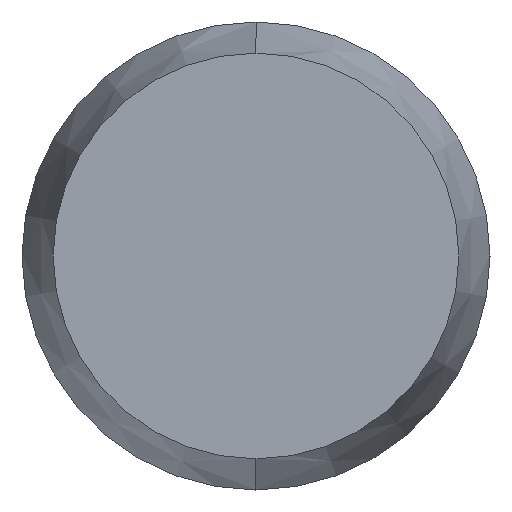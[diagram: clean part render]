
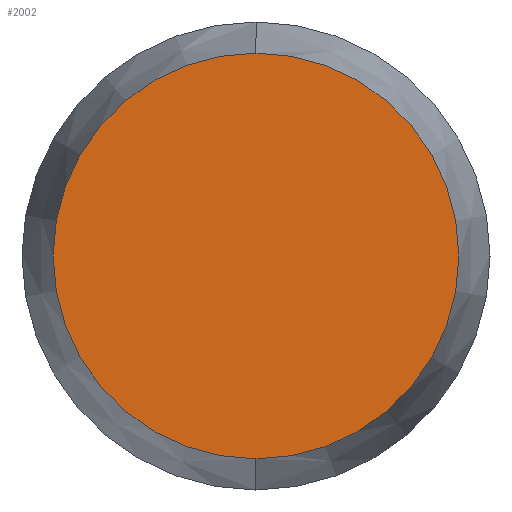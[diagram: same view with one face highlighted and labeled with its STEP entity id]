
A CAD part, left-side view. The second image highlights one B-rep face of the part: STEP entity #2002.
In plain terms, the highlighted planar face has unit normal (-1, 0, 0).
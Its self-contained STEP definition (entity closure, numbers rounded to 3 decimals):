
#175 = DIRECTION ( 'NONE',  ( 0., 0., -1. ) ) ;
#204 = CIRCLE ( 'NONE', #608, 6.5 ) ;
#213 = AXIS2_PLACEMENT_3D ( 'NONE', #1917, #1340, #175 ) ;
#277 = AXIS2_PLACEMENT_3D ( 'NONE', #2342, #1559, #1943 ) ;
#608 = AXIS2_PLACEMENT_3D ( 'NONE', #2157, #1005, #1580 ) ;
#698 = CARTESIAN_POINT ( 'NONE',  ( -108., 0., 6.5 ) ) ;
#795 = ORIENTED_EDGE ( 'NONE', *, *, #2124, .T. ) ;
#908 = ORIENTED_EDGE ( 'NONE', *, *, #1298, .T. ) ;
#1005 = DIRECTION ( 'NONE',  ( -1., 0., 0. ) ) ;
#1298 = EDGE_CURVE ( 'NONE', #2344, #1841, #2064, .T. ) ;
#1340 = DIRECTION ( 'NONE',  ( 1., 0., 0. ) ) ;
#1559 = DIRECTION ( 'NONE',  ( -1., 0., 0. ) ) ;
#1580 = DIRECTION ( 'NONE',  ( 0., 0., 1. ) ) ;
#1633 = CARTESIAN_POINT ( 'NONE',  ( -108., 0., -6.5 ) ) ;
#1841 = VERTEX_POINT ( 'NONE', #698 ) ;
#1910 = FACE_OUTER_BOUND ( 'NONE', #2528, .T. ) ;
#1917 = CARTESIAN_POINT ( 'NONE',  ( -108., 0., 0. ) ) ;
#1943 = DIRECTION ( 'NONE',  ( 0., 0., 1. ) ) ;
#2002 = ADVANCED_FACE ( 'NONE', ( #1910 ), #2502, .F. ) ;
#2064 = CIRCLE ( 'NONE', #277, 6.5 ) ;
#2124 = EDGE_CURVE ( 'NONE', #1841, #2344, #204, .T. ) ;
#2157 = CARTESIAN_POINT ( 'NONE',  ( -108., 0., 0. ) ) ;
#2342 = CARTESIAN_POINT ( 'NONE',  ( -108., 0., 0. ) ) ;
#2344 = VERTEX_POINT ( 'NONE', #1633 ) ;
#2502 = PLANE ( 'NONE',  #213 ) ;
#2528 = EDGE_LOOP ( 'NONE', ( #908, #795 ) ) ;
